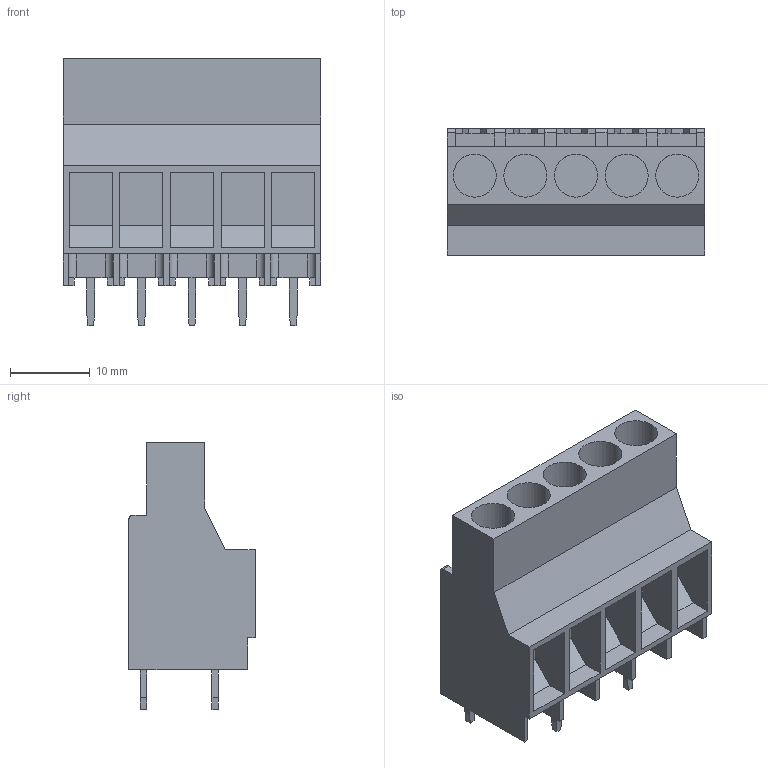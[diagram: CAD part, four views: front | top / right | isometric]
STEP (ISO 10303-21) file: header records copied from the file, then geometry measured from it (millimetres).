
FILE_DESCRIPTION(('CATIA V5 STEP Exchange','CAx-IF Rec.Pracs.--- Model Styling and Organization---1.2---2011-12-15'),'2;1');
FILE_NAME ('D1451351_0_1356870000_1356870000.stp','2018-09-20T15:38:43+00:00',('none'),('Weidmueller'),'CATIA Version 5-6 Release 2014','CATIA V5 STEP AP214','none');
FILE_SCHEMA(('AUTOMOTIVE_DESIGN { 1 0 10303 214 1 1 1 1 }'));
Length unit declared in the file: millimetre
Products named in the file (1): 1356870000
Bounding box: 32.35 x 15.85 x 33.5 mm (x, y, z)
Volume: 8698.4 mm3; surface area: 5137.7 mm2
Topology: 6 solids, 6 shells, 214 faces, 576 edges, 384 vertices
Faces by surface type: plane 188, cylinder 26
Entity records: 6164 total; most frequent: ORIENTED_EDGE 1152, CARTESIAN_POINT 1091, DIRECTION 836, EDGE_CURVE 576, VECTOR 524, LINE 524, VERTEX_POINT 384, EDGE_LOOP 224
